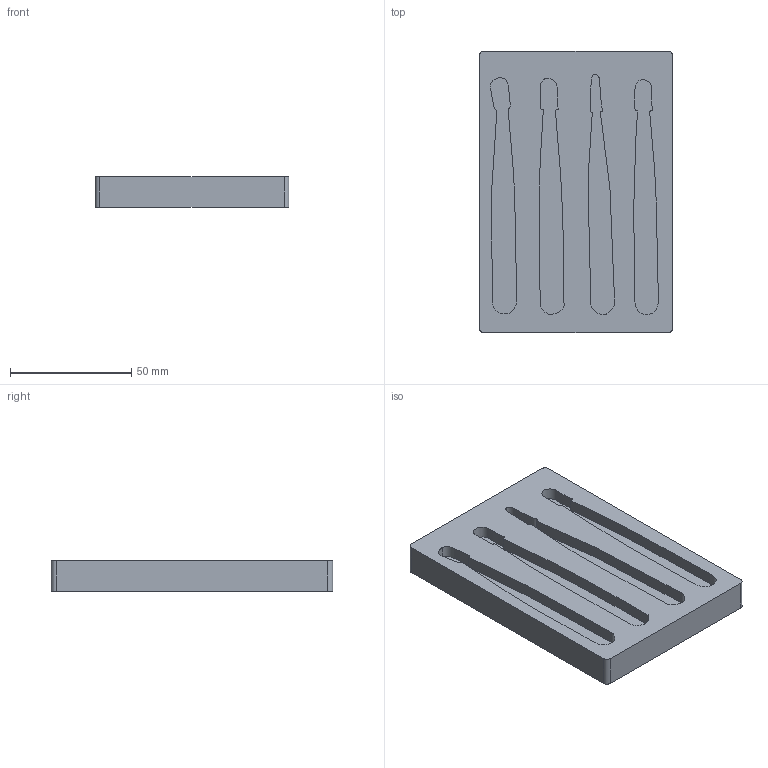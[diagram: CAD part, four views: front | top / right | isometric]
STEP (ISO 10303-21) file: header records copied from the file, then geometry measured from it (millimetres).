
FILE_DESCRIPTION(/* description */ (''),/* implementation_level */ '2;1');
FILE_NAME(/* name */ 'Tweezer-Carrier.step',/* time_stamp */ '2024-08-05T22:08:57-04:00',/* author */ (''),/* organization */ (''),/* preprocessor_version */ 'ST-DEVELOPER v20',/* originating_system */ 'Autodesk Translation Framework v13.14.0.145',/* authorisation */ '');
FILE_SCHEMA (('AUTOMOTIVE_DESIGN { 1 0 10303 214 3 1 1 }'));
Length unit declared in the file: millimetre
Products named in the file (1): Tweezer-Carrier
Bounding box: 79.85 x 115.85 x 12.5 mm (x, y, z)
Volume: 99459 mm3; surface area: 27464.5 mm2
Topology: 1 solids, 1 shells, 32 faces, 78 edges, 52 vertices
Faces by surface type: bspline 17, plane 11, cylinder 4
Entity records: 6068 total; most frequent: CARTESIAN_POINT 5441, ORIENTED_EDGE 156, DIRECTION 83, EDGE_CURVE 78, VERTEX_POINT 52, EDGE_LOOP 36, LINE 35, VECTOR 35
